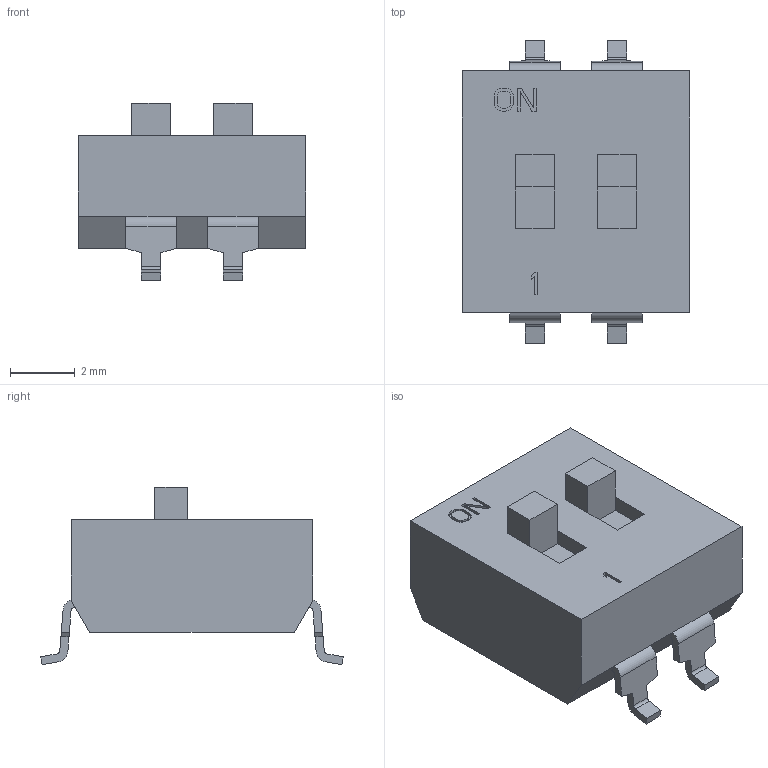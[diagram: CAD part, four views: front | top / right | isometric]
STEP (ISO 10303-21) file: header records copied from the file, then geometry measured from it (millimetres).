
FILE_DESCRIPTION((''),'1');
FILE_NAME('TE_1825058-1','2023-01-19T00:00:00',(''),(''),'','','');
FILE_SCHEMA(('AUTOMOTIVE_DESIGN { 1 0 10303 214 1 1 1 1 }'));
Length unit declared in the file: millimetre
Products named in the file (1): C-1825058-1
Bounding box: 7.06 x 9.39 x 5.5 mm (x, y, z)
Volume: 184.5 mm3; surface area: 239.7 mm2
Topology: 1 solids, 1 shells, 155 faces, 429 edges, 282 vertices
Faces by surface type: plane 139, cylinder 16
Entity records: 5035 total; most frequent: CARTESIAN_POINT 868, ORIENTED_EDGE 858, DIRECTION 771, EDGE_CURVE 429, VECTOR 397, LINE 397, VERTEX_POINT 282, AXIS2_PLACEMENT_3D 187
